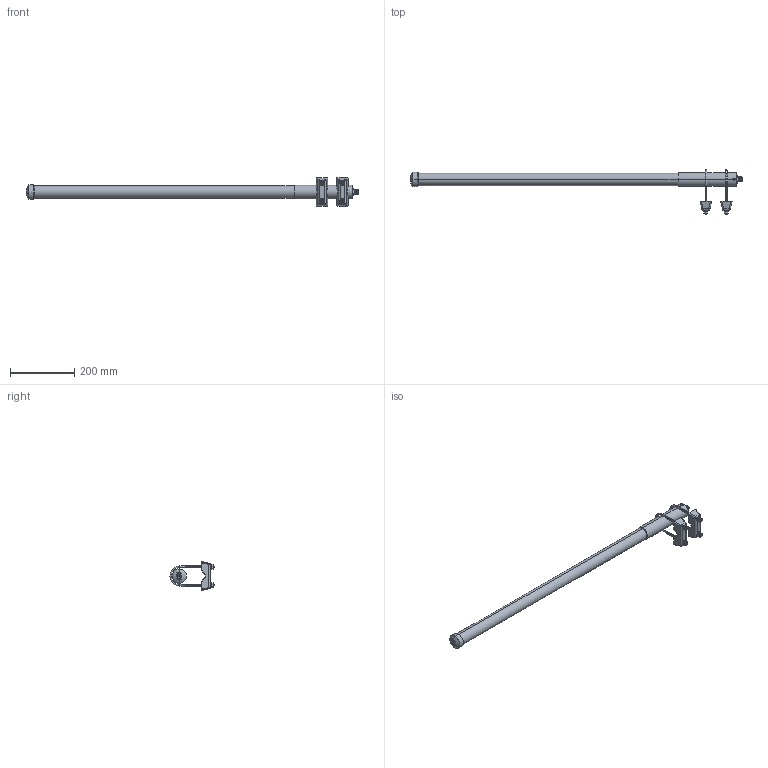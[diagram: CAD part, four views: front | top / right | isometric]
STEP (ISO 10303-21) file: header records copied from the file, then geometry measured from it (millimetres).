
FILE_DESCRIPTION (( 'STEP AP214' ), '1' );
FILE_NAME ('FM51OM1015_3D.step', '2022-12-30T18:48:23', ( '' ), ( '' ), 'SwSTEP 2.0', 'SolidWorks 2022', '' );
FILE_SCHEMA (( 'AUTOMOTIVE_DESIGN' ));
Length unit declared in the file: inch
Products named in the file (3): Copy of HG906U-PRO_Antenna^FM51OM1015; FM51OM1015_3D; Copy of HG PRO-OMNI_Ubolt^FM51OM1015
Assembly tree (3 placements, depth 2):
  FM51OM1015_3D
    Copy of HG906U-PRO_Antenna^FM51OM1015
    Copy of HG PRO-OMNI_Ubolt^FM51OM1015  x2
Bounding box: 1032.86 x 137.53 x 90.14 mm (x, y, z)
Volume: 1287355.3 mm3; surface area: 173660.1 mm2
Topology: 3 solids, 3 shells, 2339 faces, 4928 edges, 2612 vertices
Faces by surface type: cone 1886, plane 297, cylinder 96, torus 40, bspline 16, sphere 4
Entity records: 51579 total; most frequent: CARTESIAN_POINT 7105, DIRECTION 6372, ORIENTED_EDGE 5532, EDGE_CURVE 2766, AXIS2_PLACEMENT_3D 2471, VERTEX_POINT 1504, VECTOR 1430, LINE 1430
